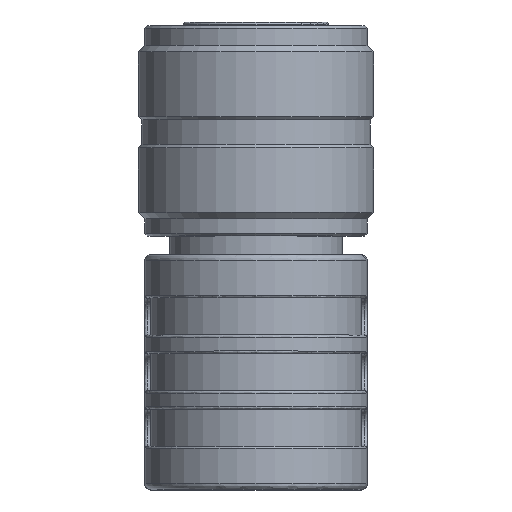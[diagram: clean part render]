
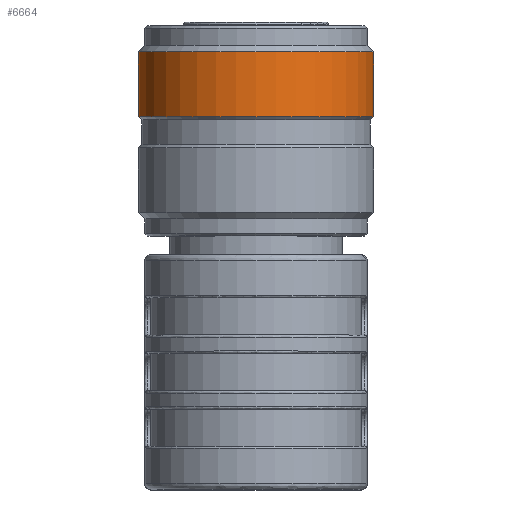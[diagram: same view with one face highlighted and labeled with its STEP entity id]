
A CAD part, top view. The second image highlights one B-rep face of the part: STEP entity #6664.
In plain terms, the highlighted cylindrical face has radius 9.5 mm (diameter 19 mm), a full revolution.
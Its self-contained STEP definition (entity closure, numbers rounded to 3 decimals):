
#134 = AXIS2_PLACEMENT_3D ( 'NONE', #3400, #4140, #9069 ) ;
#254 = CIRCLE ( 'NONE', #1067, 9.5 ) ;
#513 = VERTEX_POINT ( 'NONE', #7626 ) ;
#1067 = AXIS2_PLACEMENT_3D ( 'NONE', #5707, #1518, #6424 ) ;
#1260 = FACE_OUTER_BOUND ( 'NONE', #3428, .T. ) ;
#1518 = DIRECTION ( 'NONE',  ( 0., 1., 0. ) ) ;
#2958 = CARTESIAN_POINT ( 'NONE',  ( 0., 9.65, 0. ) ) ;
#3400 = CARTESIAN_POINT ( 'NONE',  ( 0., 17., 0. ) ) ;
#3428 = EDGE_LOOP ( 'NONE', ( #4293 ) ) ;
#3648 = DIRECTION ( 'NONE',  ( 1., 0., 0. ) ) ;
#4140 = DIRECTION ( 'NONE',  ( 0., 1., 0. ) ) ;
#4293 = ORIENTED_EDGE ( 'NONE', *, *, #8361, .T. ) ;
#4503 = EDGE_CURVE ( 'NONE', #7227, #7227, #254, .T. ) ;
#4775 = CYLINDRICAL_SURFACE ( 'NONE', #134, 9.5 ) ;
#5077 = CIRCLE ( 'NONE', #8229, 9.5 ) ;
#5707 = CARTESIAN_POINT ( 'NONE',  ( 0., 14.9, 0. ) ) ;
#6424 = DIRECTION ( 'NONE',  ( -1., 0., 0. ) ) ;
#6664 = ADVANCED_FACE ( 'NONE', ( #1260, #6876 ), #4775, .T. ) ;
#6855 = CARTESIAN_POINT ( 'NONE',  ( -9.5, 14.9, 0. ) ) ;
#6876 = FACE_OUTER_BOUND ( 'NONE', #8942, .T. ) ;
#7227 = VERTEX_POINT ( 'NONE', #6855 ) ;
#7626 = CARTESIAN_POINT ( 'NONE',  ( 9.5, 9.65, 0. ) ) ;
#7894 = DIRECTION ( 'NONE',  ( 0., 1., 0. ) ) ;
#8229 = AXIS2_PLACEMENT_3D ( 'NONE', #2958, #7894, #3648 ) ;
#8361 = EDGE_CURVE ( 'NONE', #513, #513, #5077, .T. ) ;
#8936 = ORIENTED_EDGE ( 'NONE', *, *, #4503, .F. ) ;
#8942 = EDGE_LOOP ( 'NONE', ( #8936 ) ) ;
#9069 = DIRECTION ( 'NONE',  ( -1., 0., 0. ) ) ;
